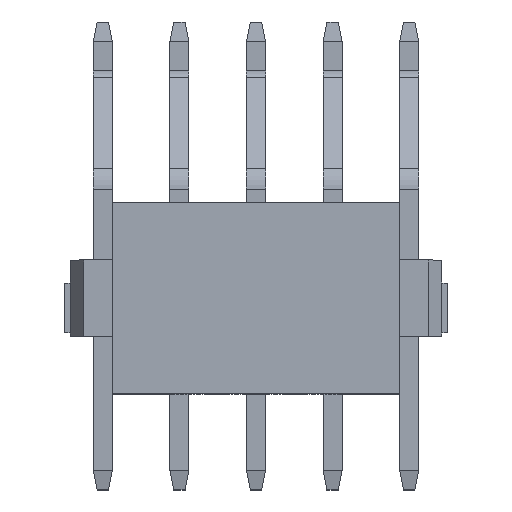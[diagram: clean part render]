
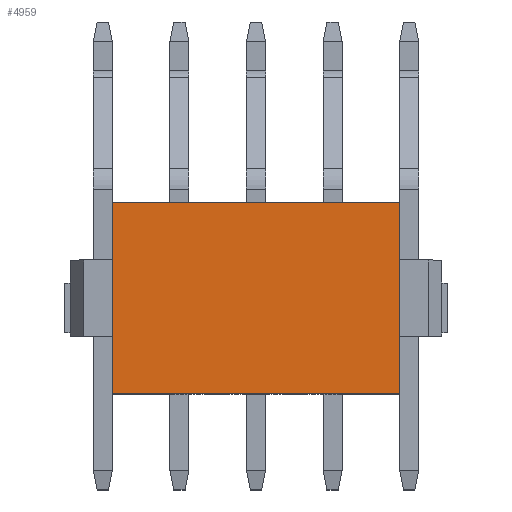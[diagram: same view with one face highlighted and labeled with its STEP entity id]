
A CAD part, top view. The second image highlights one B-rep face of the part: STEP entity #4959.
In plain terms, the highlighted planar face has unit normal (0, 0, 1).
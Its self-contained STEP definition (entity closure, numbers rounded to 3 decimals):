
#1388=ORIENTED_EDGE('',*,*,#2184,.T.);
#1389=ORIENTED_EDGE('',*,*,#2185,.F.);
#1390=ORIENTED_EDGE('',*,*,#2186,.F.);
#1391=ORIENTED_EDGE('',*,*,#2181,.T.);
#2181=EDGE_CURVE('',#2622,#2621,#3221,.T.);
#2184=EDGE_CURVE('',#2621,#2624,#3224,.T.);
#2185=EDGE_CURVE('',#2625,#2624,#3225,.T.);
#2186=EDGE_CURVE('',#2622,#2625,#3226,.T.);
#2621=VERTEX_POINT('',#8011);
#2622=VERTEX_POINT('',#8013);
#2624=VERTEX_POINT('',#8019);
#2625=VERTEX_POINT('',#8021);
#3221=LINE('',#8012,#3841);
#3224=LINE('',#8018,#3844);
#3225=LINE('',#8020,#3845);
#3226=LINE('',#8022,#3846);
#3841=VECTOR('',#6617,1000.);
#3844=VECTOR('',#6622,1000.);
#3845=VECTOR('',#6623,1000.);
#3846=VECTOR('',#6624,1000.);
#4151=EDGE_LOOP('',(#1388,#1389,#1390,#1391));
#4447=FACE_BOUND('',#4151,.T.);
#4687=PLANE('',#5350);
#4959=ADVANCED_FACE('',(#4447),#4687,.F.);
#5350=AXIS2_PLACEMENT_3D('',#8017,#6620,#6621);
#6617=DIRECTION('',(0.,1.,0.));
#6620=DIRECTION('',(0.,0.,-1.));
#6621=DIRECTION('',(-1.,0.,0.));
#6622=DIRECTION('',(-1.,0.,0.));
#6623=DIRECTION('',(0.,1.,0.));
#6624=DIRECTION('',(-1.,0.,0.));
#8011=CARTESIAN_POINT('',(3.75,2.5,1.5));
#8012=CARTESIAN_POINT('',(3.75,-2.5,1.5));
#8013=CARTESIAN_POINT('',(3.75,-2.5,1.5));
#8017=CARTESIAN_POINT('',(3.75,-2.5,1.5));
#8018=CARTESIAN_POINT('',(3.75,2.5,1.5));
#8019=CARTESIAN_POINT('',(-3.75,2.5,1.5));
#8020=CARTESIAN_POINT('',(-3.75,-2.5,1.5));
#8021=CARTESIAN_POINT('',(-3.75,-2.5,1.5));
#8022=CARTESIAN_POINT('',(3.75,-2.5,1.5));
